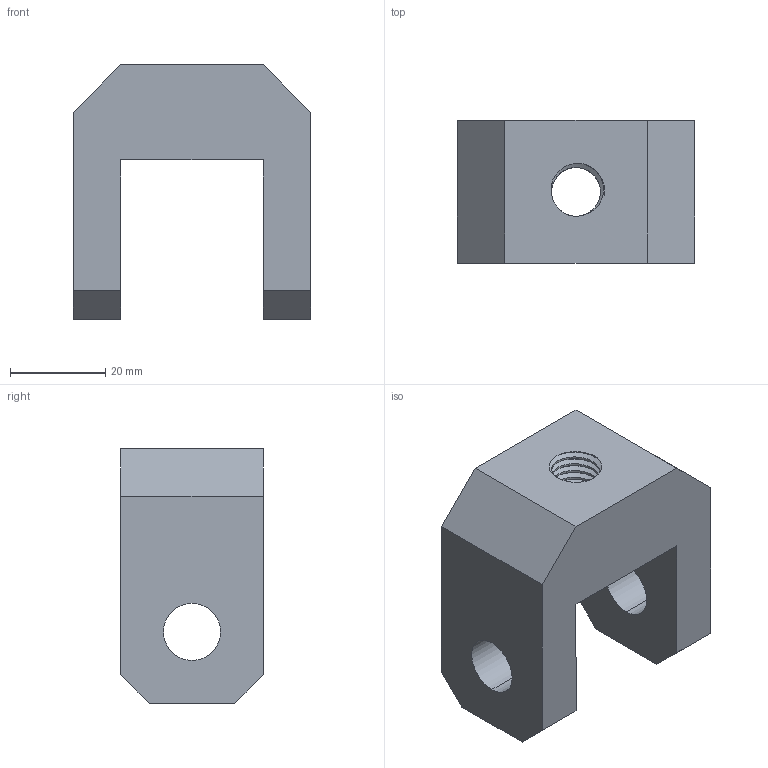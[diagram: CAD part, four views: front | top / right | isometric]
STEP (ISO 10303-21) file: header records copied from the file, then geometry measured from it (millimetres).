
FILE_DESCRIPTION (( 'STEP AP203' ), '1' );
FILE_NAME ('biellette v4.STEP', '2023-07-12T08:27:25', ( '' ), ( '' ), 'SwSTEP 2.0', 'SolidWorks 2019', '' );
FILE_SCHEMA (( 'CONFIG_CONTROL_DESIGN' ));
Length unit declared in the file: millimetre
Products named in the file (1): biellette v4
Bounding box: 50 x 30 x 53.5 mm (x, y, z)
Volume: 42180.5 mm3; surface area: 11968.9 mm2
Topology: 1 solids, 1 shells, 48 faces, 137 edges, 91 vertices
Faces by surface type: cylinder 28, plane 17, bspline 3
Entity records: 4048 total; most frequent: CARTESIAN_POINT 2871, ORIENTED_EDGE 274, DIRECTION 180, EDGE_CURVE 137, VERTEX_POINT 91, LINE 70, VECTOR 70, AXIS2_PLACEMENT_3D 55
